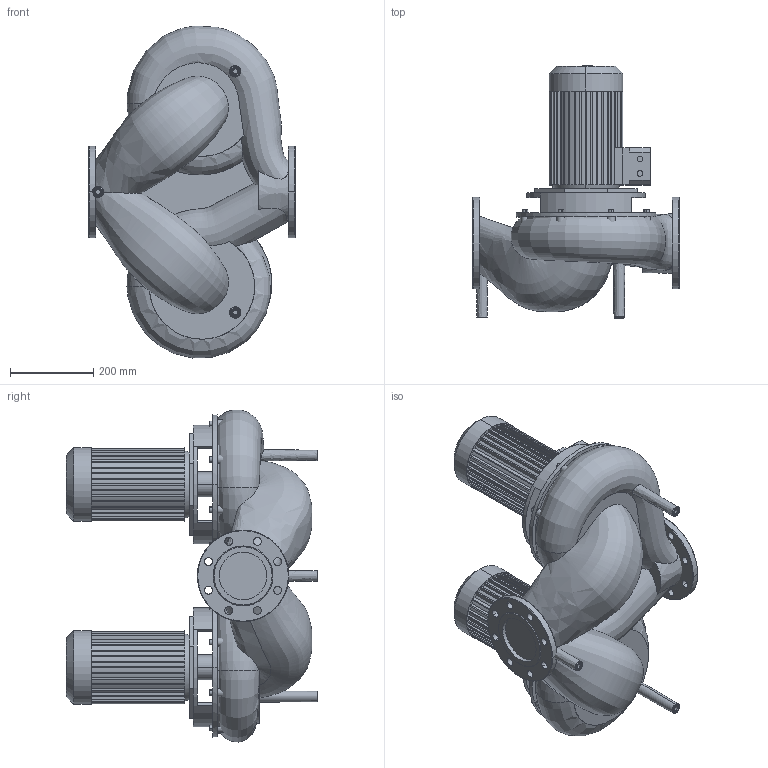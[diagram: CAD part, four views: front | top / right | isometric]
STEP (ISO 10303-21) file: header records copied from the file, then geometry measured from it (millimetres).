
FILE_DESCRIPTION((''),'2;1');
FILE_NAME('3d_DPL100_145-1_5_4-2121236.stp','2016-08-24T11:00:14',(''),(''),'Mechanical Desktop 2009','Mechanical Desktop 2009',', , ');
FILE_SCHEMA(('CONFIG_CONTROL_DESIGN'));
Length unit declared in the file: millimetre
Products named in the file (1): Product
Bounding box: 500 x 605.69 x 798.63 mm (x, y, z)
Volume: 63907818 mm3; surface area: 2700147.4 mm2
Topology: 17 solids, 17 shells, 916 faces, 2354 edges, 1521 vertices
Faces by surface type: plane 438, bspline 236, cylinder 228, cone 10, torus 4
Entity records: 54600 total; most frequent: CARTESIAN_POINT 32537, ORIENTED_EDGE 4700, DIRECTION 4371, EDGE_CURVE 2350, VERTEX_POINT 1519, AXIS2_PLACEMENT_3D 1498, VECTOR 1375, LINE 1375
